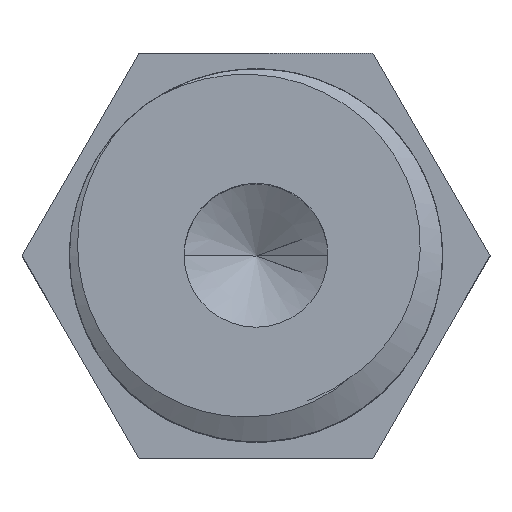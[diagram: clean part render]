
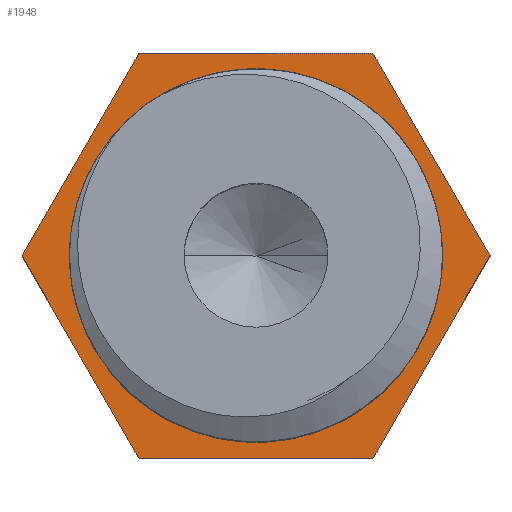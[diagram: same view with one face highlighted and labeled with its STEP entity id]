
A CAD part, top view. The second image highlights one B-rep face of the part: STEP entity #1948.
In plain terms, the highlighted planar face has unit normal (0, 0, 1).
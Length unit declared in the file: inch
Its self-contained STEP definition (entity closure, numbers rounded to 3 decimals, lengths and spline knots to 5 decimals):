
#22 = DIRECTION ( 'NONE',  ( 1., 0., 0. ) ) ;
#57 = VERTEX_POINT ( 'NONE', #1954 ) ;
#65 = ORIENTED_EDGE ( 'NONE', *, *, #2224, .T. ) ;
#83 = LINE ( 'NONE', #151, #1497 ) ;
#102 = EDGE_CURVE ( 'NONE', #57, #1749, #272, .T. ) ;
#151 = CARTESIAN_POINT ( 'NONE',  ( -0.25403, 0., 0.18 ) ) ;
#169 = VERTEX_POINT ( 'NONE', #1458 ) ;
#173 = DIRECTION ( 'NONE',  ( 0.5, 0.866, 0. ) ) ;
#261 = ORIENTED_EDGE ( 'NONE', *, *, #606, .F. ) ;
#272 = LINE ( 'NONE', #1827, #1711 ) ;
#312 = CARTESIAN_POINT ( 'NONE',  ( -0.25403, 0., 0.18 ) ) ;
#338 = DIRECTION ( 'NONE',  ( 0., 0., 1. ) ) ;
#345 = DIRECTION ( 'NONE',  ( 0.5, -0.866, 0. ) ) ;
#438 = LINE ( 'NONE', #764, #864 ) ;
#453 = AXIS2_PLACEMENT_3D ( 'NONE', #312, #1420, #1992 ) ;
#457 = DIRECTION ( 'NONE',  ( -0.5, 0.866, 0. ) ) ;
#460 = CARTESIAN_POINT ( 'NONE',  ( -0.25403, 0., 0.18 ) ) ;
#565 = AXIS2_PLACEMENT_3D ( 'NONE', #2185, #1060, #2368 ) ;
#572 = DIRECTION ( 'NONE',  ( 0., 0., 1. ) ) ;
#606 = EDGE_CURVE ( 'NONE', #753, #2274, #992, .T. ) ;
#629 = EDGE_CURVE ( 'NONE', #1803, #898, #2349, .T. ) ;
#690 = AXIS2_PLACEMENT_3D ( 'NONE', #1443, #338, #1622 ) ;
#753 = VERTEX_POINT ( 'NONE', #2331 ) ;
#758 = ORIENTED_EDGE ( 'NONE', *, *, #102, .T. ) ;
#764 = CARTESIAN_POINT ( 'NONE',  ( -0.12702, -0.22, 0.18 ) ) ;
#799 = CARTESIAN_POINT ( 'NONE',  ( -0.12702, -0.22, 0.18 ) ) ;
#836 = LINE ( 'NONE', #1660, #1767 ) ;
#864 = VECTOR ( 'NONE', #22, 39.37008 ) ;
#868 = VECTOR ( 'NONE', #457, 39.37008 ) ;
#897 = DIRECTION ( 'NONE',  ( -0.5, -0.866, 0. ) ) ;
#898 = VERTEX_POINT ( 'NONE', #1824 ) ;
#961 = ORIENTED_EDGE ( 'NONE', *, *, #1235, .T. ) ;
#986 = EDGE_CURVE ( 'NONE', #1749, #1468, #83, .T. ) ;
#992 = CIRCLE ( 'NONE', #1257, 0.2025 ) ;
#1019 = CIRCLE ( 'NONE', #565, 0.2025 ) ;
#1060 = DIRECTION ( 'NONE',  ( 0., 0., 1. ) ) ;
#1067 = CARTESIAN_POINT ( 'NONE',  ( 0., 0., 0.18 ) ) ;
#1114 = CARTESIAN_POINT ( 'NONE',  ( 0.2025, 0., 0.18 ) ) ;
#1120 = CIRCLE ( 'NONE', #690, 0.2025 ) ;
#1124 = EDGE_LOOP ( 'NONE', ( #2242, #2140, #261, #1674 ) ) ;
#1160 = ORIENTED_EDGE ( 'NONE', *, *, #986, .T. ) ;
#1210 = LINE ( 'NONE', #1485, #1769 ) ;
#1235 = EDGE_CURVE ( 'NONE', #898, #57, #1210, .T. ) ;
#1256 = DIRECTION ( 'NONE',  ( 1., 0., 0. ) ) ;
#1257 = AXIS2_PLACEMENT_3D ( 'NONE', #1067, #2372, #1256 ) ;
#1315 = DIRECTION ( 'NONE',  ( -1., 0., 0. ) ) ;
#1393 = CARTESIAN_POINT ( 'NONE',  ( 0.25403, 0., 0.18 ) ) ;
#1420 = DIRECTION ( 'NONE',  ( 0., 0., 1. ) ) ;
#1443 = CARTESIAN_POINT ( 'NONE',  ( 0., 0., 0.18 ) ) ;
#1452 = VERTEX_POINT ( 'NONE', #2109 ) ;
#1458 = CARTESIAN_POINT ( 'NONE',  ( -0.14319, 0.14319, 0.18 ) ) ;
#1465 = CIRCLE ( 'NONE', #2041, 0.2025 ) ;
#1468 = VERTEX_POINT ( 'NONE', #799 ) ;
#1485 = CARTESIAN_POINT ( 'NONE',  ( 0.12702, 0.22, 0.18 ) ) ;
#1497 = VECTOR ( 'NONE', #345, 39.37008 ) ;
#1514 = EDGE_CURVE ( 'NONE', #2274, #169, #1465, .T. ) ;
#1556 = CARTESIAN_POINT ( 'NONE',  ( 0.25403, 0., 0.18 ) ) ;
#1559 = FACE_OUTER_BOUND ( 'NONE', #2146, .T. ) ;
#1591 = EDGE_CURVE ( 'NONE', #1468, #2077, #438, .T. ) ;
#1610 = FACE_BOUND ( 'NONE', #1124, .T. ) ;
#1622 = DIRECTION ( 'NONE',  ( 1., 0., 0. ) ) ;
#1660 = CARTESIAN_POINT ( 'NONE',  ( 0.12702, -0.22, 0.18 ) ) ;
#1674 = ORIENTED_EDGE ( 'NONE', *, *, #2025, .F. ) ;
#1676 = CARTESIAN_POINT ( 'NONE',  ( 0., 0., 0.18 ) ) ;
#1711 = VECTOR ( 'NONE', #897, 39.37008 ) ;
#1713 = ORIENTED_EDGE ( 'NONE', *, *, #1591, .T. ) ;
#1749 = VERTEX_POINT ( 'NONE', #460 ) ;
#1767 = VECTOR ( 'NONE', #173, 39.37008 ) ;
#1769 = VECTOR ( 'NONE', #1315, 39.37008 ) ;
#1798 = PLANE ( 'NONE',  #453 ) ;
#1803 = VERTEX_POINT ( 'NONE', #1393 ) ;
#1824 = CARTESIAN_POINT ( 'NONE',  ( 0.12702, 0.22, 0.18 ) ) ;
#1827 = CARTESIAN_POINT ( 'NONE',  ( -0.12702, 0.22, 0.18 ) ) ;
#1874 = DIRECTION ( 'NONE',  ( 1., 0., 0. ) ) ;
#1948 = ADVANCED_FACE ( 'NONE', ( #1559, #1610 ), #1798, .T. ) ;
#1954 = CARTESIAN_POINT ( 'NONE',  ( -0.12702, 0.22, 0.18 ) ) ;
#1992 = DIRECTION ( 'NONE',  ( 1., 0., 0. ) ) ;
#1996 = EDGE_CURVE ( 'NONE', #169, #1452, #1019, .T. ) ;
#2025 = EDGE_CURVE ( 'NONE', #1452, #753, #1120, .T. ) ;
#2041 = AXIS2_PLACEMENT_3D ( 'NONE', #1676, #572, #1874 ) ;
#2077 = VERTEX_POINT ( 'NONE', #2374 ) ;
#2109 = CARTESIAN_POINT ( 'NONE',  ( -0.17047, 0.10929, 0.18 ) ) ;
#2140 = ORIENTED_EDGE ( 'NONE', *, *, #1514, .F. ) ;
#2146 = EDGE_LOOP ( 'NONE', ( #758, #1160, #1713, #65, #2332, #961 ) ) ;
#2185 = CARTESIAN_POINT ( 'NONE',  ( 0., 0., 0.18 ) ) ;
#2224 = EDGE_CURVE ( 'NONE', #2077, #1803, #836, .T. ) ;
#2242 = ORIENTED_EDGE ( 'NONE', *, *, #1996, .F. ) ;
#2274 = VERTEX_POINT ( 'NONE', #1114 ) ;
#2331 = CARTESIAN_POINT ( 'NONE',  ( -0.2025, 0., 0.18 ) ) ;
#2332 = ORIENTED_EDGE ( 'NONE', *, *, #629, .T. ) ;
#2349 = LINE ( 'NONE', #1556, #868 ) ;
#2368 = DIRECTION ( 'NONE',  ( 1., 0., 0. ) ) ;
#2372 = DIRECTION ( 'NONE',  ( 0., 0., 1. ) ) ;
#2374 = CARTESIAN_POINT ( 'NONE',  ( 0.12702, -0.22, 0.18 ) ) ;
